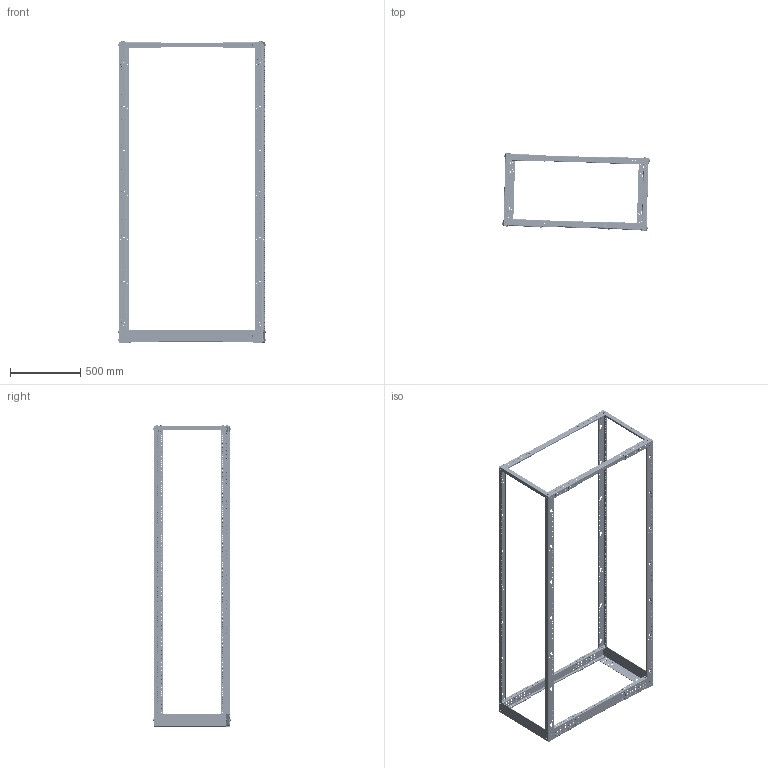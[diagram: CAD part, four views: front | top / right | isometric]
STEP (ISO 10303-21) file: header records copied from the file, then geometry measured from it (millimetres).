
FILE_DESCRIPTION (( 'STEP AP214' ), '1' );
FILE_NAME ('LC4POST45U-12-24_3D.step', '2024-03-26T18:50:09', ( '' ), ( '' ), 'SwSTEP 2.0', 'SolidWorks 2022', '' );
FILE_SCHEMA (( 'AUTOMOTIVE_DESIGN' ));
Length unit declared in the file: inch
Products named in the file (20): PRT0001_6^SHUANG_AF1_ASM_2_ASM_LC4POST45-12-24; PRT0008_2^SHUANG_AF1_ASM_2_ASM_LC4POST45U-12-24; Copy of PRT0009_2^SHUANG_AF0_ASM_2_ASM_LC4POST45U-12-24; M10_12_2^LC4POST45U-12-24; Copy of PRT0003YOU_2^SHUANG_AF0_ASM_2_ASM_LC4POST45U-12-24; SHUANG_AF1_ASM_2_ASM^LC4POST45U-12-24; PRT0002_2^LC4POST45U-12-24; SHUANG_AF0_ASM_2_ASM^LC4POST45U-12-24; Copy of M10_12^SHUANG_AF1_ASM_2_ASM_LC4POST45U-12-24; LC4POST45U-12-24_3D; Copy of PRT0008_2^SHUANG_AF0_ASM_2_ASM_LC4POST45U-12-24; PRT0003_2^SHUANG_AF1_ASM_2_ASM_LC4POST45U-12-24; Copy of M10_12^SHUANG_AF0_ASM_2_ASM_LC4POST45U-12-24; PRT0001YOU_7^SHUANG_AF1_ASM_2_ASM_LC4POST45-12-24; PRT0003YOU_2^SHUANG_AF1_ASM_2_ASM_LC4POST45U-12-24; Copy of PRT0003_2^SHUANG_AF0_ASM_2_ASM_LC4POST45U-12-24; PRT0009_2^SHUANG_AF1_ASM_2_ASM_LC4POST45U-12-24; PRT0007_2^SHUANG_AF1_ASM_2_ASM_LC4POST45U-12-24; PRT0006_2^LC4POST45U-12-24; Copy of PRT0007_2^SHUANG_AF0_ASM_2_ASM_LC4POST45U-12-24
Assembly tree (58 placements, depth 3):
  LC4POST45U-12-24_3D
    SHUANG_AF0_ASM_2_ASM^LC4POST45U-12-24
      PRT0001_6^SHUANG_AF1_ASM_2_ASM_LC4POST45-12-24
      PRT0001YOU_7^SHUANG_AF1_ASM_2_ASM_LC4POST45-12-24
      Copy of PRT0007_2^SHUANG_AF0_ASM_2_ASM_LC4POST45U-12-24  x2
      Copy of PRT0003_2^SHUANG_AF0_ASM_2_ASM_LC4POST45U-12-24
      Copy of PRT0003YOU_2^SHUANG_AF0_ASM_2_ASM_LC4POST45U-12-24
      Copy of PRT0009_2^SHUANG_AF0_ASM_2_ASM_LC4POST45U-12-24
      Copy of PRT0008_2^SHUANG_AF0_ASM_2_ASM_LC4POST45U-12-24
      Copy of M10_12^SHUANG_AF0_ASM_2_ASM_LC4POST45U-12-24  x12
    SHUANG_AF1_ASM_2_ASM^LC4POST45U-12-24
      PRT0001_6^SHUANG_AF1_ASM_2_ASM_LC4POST45-12-24
      PRT0001YOU_7^SHUANG_AF1_ASM_2_ASM_LC4POST45-12-24
      PRT0007_2^SHUANG_AF1_ASM_2_ASM_LC4POST45U-12-24  x2
      PRT0003_2^SHUANG_AF1_ASM_2_ASM_LC4POST45U-12-24
      PRT0003YOU_2^SHUANG_AF1_ASM_2_ASM_LC4POST45U-12-24
      PRT0009_2^SHUANG_AF1_ASM_2_ASM_LC4POST45U-12-24
      PRT0008_2^SHUANG_AF1_ASM_2_ASM_LC4POST45U-12-24
      Copy of M10_12^SHUANG_AF1_ASM_2_ASM_LC4POST45U-12-24  x12
    PRT0006_2^LC4POST45U-12-24  x2
    PRT0002_2^LC4POST45U-12-24  x2
    M10_12_2^LC4POST45U-12-24  x12
Bounding box: 1047.97 x 553.97 x 2144.75 mm (x, y, z)
Volume: 3329046 mm3; surface area: 3290727.8 mm2
Topology: 56 solids, 56 shells, 9660 faces, 23576 edges, 14064 vertices
Faces by surface type: cylinder 4804, plane 2480, torus 2160, bspline 216
Entity records: 151904 total; most frequent: CARTESIAN_POINT 36131, DIRECTION 25609, ORIENTED_EDGE 22708, EDGE_CURVE 11354, AXIS2_PLACEMENT_3D 10533, VERTEX_POINT 6736, EDGE_LOOP 6282, CIRCLE 5833
